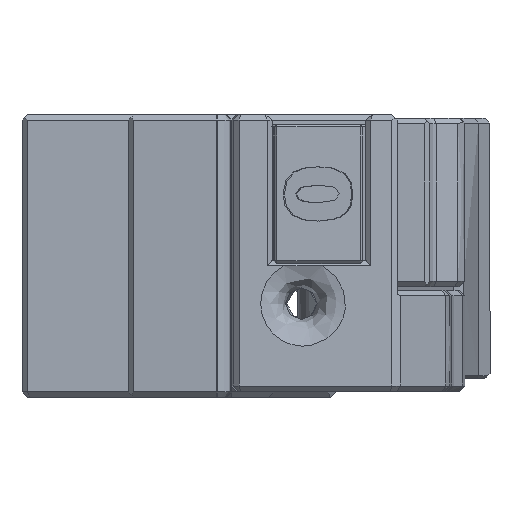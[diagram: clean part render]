
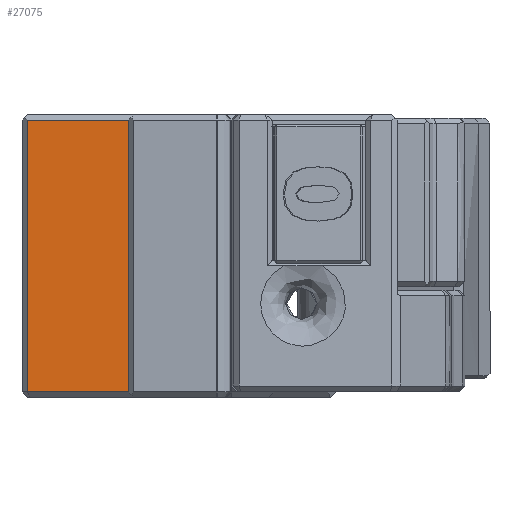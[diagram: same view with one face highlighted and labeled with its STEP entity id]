
A CAD part, left-side view. The second image highlights one B-rep face of the part: STEP entity #27075.
In plain terms, the highlighted planar face has unit normal (-1, 0, 0).
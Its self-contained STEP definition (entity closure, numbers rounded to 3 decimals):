
#2372=PLANE('',#29218);
#3483=FACE_OUTER_BOUND('',#5136,.T.);
#5136=EDGE_LOOP('',(#20921,#20922,#20923,#20924,#20925));
#7074=LINE('',#49066,#9334);
#7076=LINE('',#49070,#9336);
#7077=LINE('',#49119,#9337);
#7078=LINE('',#49121,#9338);
#7079=LINE('',#49122,#9339);
#9334=VECTOR('',#33541,10.);
#9336=VECTOR('',#33545,0.4);
#9337=VECTOR('',#33548,1.);
#9338=VECTOR('',#33549,1.);
#9339=VECTOR('',#33550,10.);
#12313=VERTEX_POINT('',#48858);
#12342=VERTEX_POINT('',#49064);
#12343=VERTEX_POINT('',#49069);
#12344=VERTEX_POINT('',#49118);
#12345=VERTEX_POINT('',#49120);
#15435=EDGE_CURVE('',#12342,#12313,#7074,.T.);
#15437=EDGE_CURVE('',#12313,#12343,#7076,.T.);
#15439=EDGE_CURVE('',#12342,#12344,#7077,.T.);
#15440=EDGE_CURVE('',#12344,#12345,#7078,.T.);
#15441=EDGE_CURVE('',#12345,#12343,#7079,.F.);
#20921=ORIENTED_EDGE('',*,*,#15435,.F.);
#20922=ORIENTED_EDGE('',*,*,#15439,.T.);
#20923=ORIENTED_EDGE('',*,*,#15440,.T.);
#20924=ORIENTED_EDGE('',*,*,#15441,.T.);
#20925=ORIENTED_EDGE('',*,*,#15437,.F.);
#27075=ADVANCED_FACE('',(#3483),#2372,.F.);
#29218=AXIS2_PLACEMENT_3D('',#49117,#33546,#33547);
#33541=DIRECTION('',(0.,0.,1.));
#33545=DIRECTION('',(0.,-1.,0.));
#33546=DIRECTION('center_axis',(1.,0.,0.));
#33547=DIRECTION('ref_axis',(0.,0.,-1.));
#33548=DIRECTION('',(0.,-1.,0.));
#33549=DIRECTION('',(0.,0.,1.));
#33550=DIRECTION('',(0.,0.002,-1.));
#48858=CARTESIAN_POINT('',(25.5,18.85,9.6));
#49064=CARTESIAN_POINT('',(25.5,18.85,0.4));
#49066=CARTESIAN_POINT('',(25.5,18.85,-8.104));
#49069=CARTESIAN_POINT('',(25.5,-1.6,9.6));
#49070=CARTESIAN_POINT('',(25.5,0.,9.6));
#49117=CARTESIAN_POINT('Origin',(25.5,23.5,-25.5));
#49118=CARTESIAN_POINT('',(25.5,-1.6,0.4));
#49119=CARTESIAN_POINT('',(25.5,0.4,0.4));
#49120=CARTESIAN_POINT('',(25.5,-1.6,9.599));
#49121=CARTESIAN_POINT('',(25.5,-1.6,-25.5));
#49122=CARTESIAN_POINT('',(25.5,-1.6,9.6));
